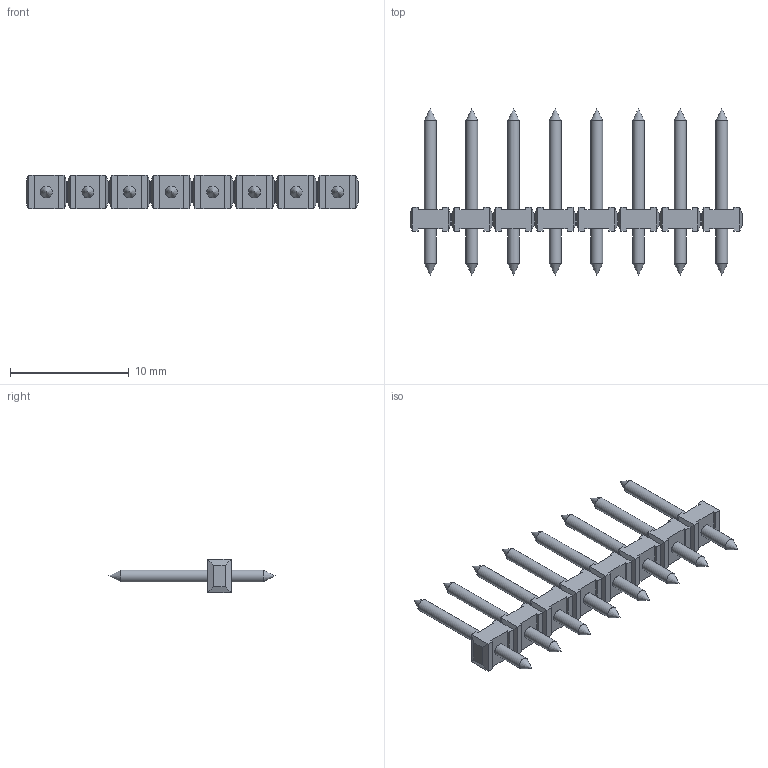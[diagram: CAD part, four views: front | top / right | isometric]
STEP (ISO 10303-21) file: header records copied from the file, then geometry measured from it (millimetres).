
FILE_DESCRIPTION( ( 'STEP AP214' ), '1' );
FILE_NAME( ' ', ' ', ( ' ' ), ( ' ' ), 'PSStep 11.0', 'VISI 17.0', ' ' );
FILE_SCHEMA( ( 'AUTOMOTIVE_DESIGN { 1 0 10303 214 1 1 1 1 }' ) );
Length unit declared in the file: millimetre
Products named in the file (1): 1
Bounding box: 27.9 x 14 x 2.8 mm (x, y, z)
Volume: 198.6 mm3; surface area: 585.4 mm2
Topology: 1 solids, 1 shells, 222 faces, 540 edges, 320 vertices
Faces by surface type: plane 190, cone 16, cylinder 16
Full cylindrical faces by diameter (mm): 1 x16
Entity records: 7645 total; most frequent: CARTESIAN_POINT 1003, DIRECTION 954, ORIENTED_EDGE 952, EDGE_CURVE 476, LINE 444, VECTOR 444, VERTEX_POINT 304, AXIS2_PLACEMENT_3D 255
